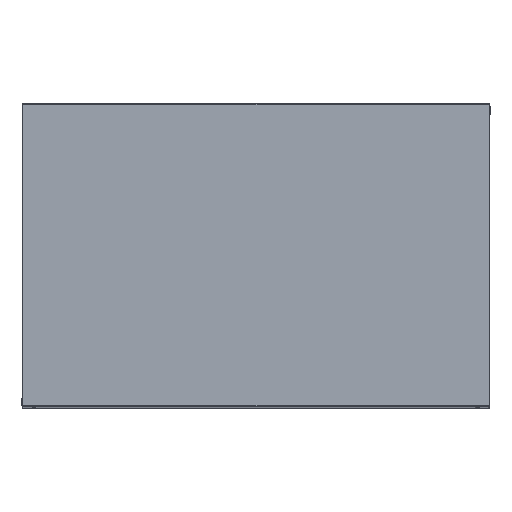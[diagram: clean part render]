
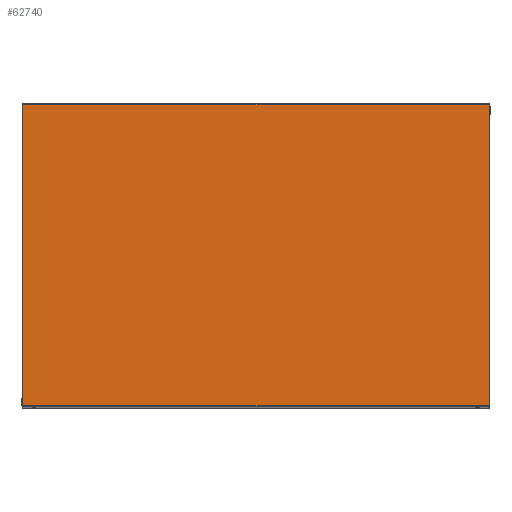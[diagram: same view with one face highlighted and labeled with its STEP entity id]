
A CAD part, top view. The second image highlights one B-rep face of the part: STEP entity #62740.
In plain terms, the highlighted free-form (B-spline) face has degree [1, 1] with [2, 2] control points.
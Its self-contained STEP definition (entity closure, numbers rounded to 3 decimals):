
#62479=CARTESIAN_POINT('',(-125.709,2473.483,936.));
#62480=VERTEX_POINT('',#62479);
#62487=CARTESIAN_POINT('',(-125.502,2473.69,936.));
#62488=VERTEX_POINT('',#62487);
#62489=CARTESIAN_POINT('',(-125.502,2473.69,936.));
#62490=DIRECTION('',(-0.707,-0.707,0.0));
#62491=VECTOR('',#62490,0.293);
#62492=LINE('',#62489,#62491);
#62493=EDGE_CURVE('',#62488,#62480,#62492,.T.);
#62511=CARTESIAN_POINT('',(291.084,2473.69,936.));
#62512=VERTEX_POINT('',#62511);
#62513=CARTESIAN_POINT('',(291.084,2473.69,936.));
#62514=DIRECTION('',(-1.0,0.0,0.0));
#62515=VECTOR('',#62514,416.586);
#62516=LINE('',#62513,#62515);
#62517=EDGE_CURVE('',#62512,#62488,#62516,.T.);
#62533=CARTESIAN_POINT('',(-125.709,2204.897,936.));
#62534=VERTEX_POINT('',#62533);
#62535=CARTESIAN_POINT('',(-125.709,2473.483,936.));
#62536=DIRECTION('',(0.0,-1.0,0.0));
#62537=VECTOR('',#62536,268.586);
#62538=LINE('',#62535,#62537);
#62539=EDGE_CURVE('',#62480,#62534,#62538,.T.);
#62566=CARTESIAN_POINT('',(291.291,2473.483,936.));
#62567=VERTEX_POINT('',#62566);
#62568=CARTESIAN_POINT('',(291.291,2473.483,936.));
#62569=DIRECTION('',(-0.707,0.707,0.0));
#62570=VECTOR('',#62569,0.293);
#62571=LINE('',#62568,#62570);
#62572=EDGE_CURVE('',#62567,#62512,#62571,.T.);
#62597=CARTESIAN_POINT('',(291.291,2204.897,936.));
#62598=VERTEX_POINT('',#62597);
#62599=CARTESIAN_POINT('',(291.291,2204.897,936.));
#62600=DIRECTION('',(0.0,1.0,0.0));
#62601=VECTOR('',#62600,268.586);
#62602=LINE('',#62599,#62601);
#62603=EDGE_CURVE('',#62598,#62567,#62602,.T.);
#62628=CARTESIAN_POINT('',(291.084,2204.69,936.));
#62629=VERTEX_POINT('',#62628);
#62630=CARTESIAN_POINT('',(291.084,2204.69,936.));
#62631=DIRECTION('',(0.707,0.707,0.0));
#62632=VECTOR('',#62631,0.293);
#62633=LINE('',#62630,#62632);
#62634=EDGE_CURVE('',#62629,#62598,#62633,.T.);
#62650=CARTESIAN_POINT('',(-125.502,2204.69,936.));
#62651=VERTEX_POINT('',#62650);
#62652=CARTESIAN_POINT('',(-125.502,2204.69,936.));
#62653=DIRECTION('',(1.0,0.0,0.0));
#62654=VECTOR('',#62653,416.586);
#62655=LINE('',#62652,#62654);
#62656=EDGE_CURVE('',#62651,#62629,#62655,.T.);
#62679=CARTESIAN_POINT('',(-125.709,2204.897,936.));
#62680=DIRECTION('',(0.707,-0.707,0.0));
#62681=VECTOR('',#62680,0.293);
#62682=LINE('',#62679,#62681);
#62683=EDGE_CURVE('',#62534,#62651,#62682,.T.);
#62725=CARTESIAN_POINT('',(291.291,2204.69,936.));
#62726=CARTESIAN_POINT('',(-125.709,2204.69,936.));
#62727=CARTESIAN_POINT('',(291.291,2473.69,936.));
#62728=CARTESIAN_POINT('',(-125.709,2473.69,936.));
#62729=B_SPLINE_SURFACE_WITH_KNOTS('',1,1,((#62725,#62727),(#62726,#62728)),.UNSPECIFIED.,.F.,.F.,.U.,(2,2),(2,2),(0.0,417.),(0.0,269.),.UNSPECIFIED.);
#62730=ORIENTED_EDGE('',*,*,#62493,.T.);
#62731=ORIENTED_EDGE('',*,*,#62539,.T.);
#62732=ORIENTED_EDGE('',*,*,#62683,.T.);
#62733=ORIENTED_EDGE('',*,*,#62656,.T.);
#62734=ORIENTED_EDGE('',*,*,#62634,.T.);
#62735=ORIENTED_EDGE('',*,*,#62603,.T.);
#62736=ORIENTED_EDGE('',*,*,#62572,.T.);
#62737=ORIENTED_EDGE('',*,*,#62517,.T.);
#62738=EDGE_LOOP('',(#62730,#62731,#62732,#62733,#62734,#62735,#62736,#62737));
#62739=FACE_OUTER_BOUND('',#62738,.T.);
#62740=ADVANCED_FACE('',(#62739),#62729,.F.);
